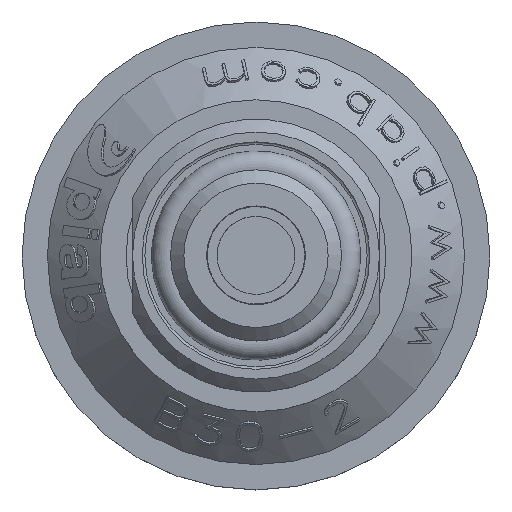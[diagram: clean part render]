
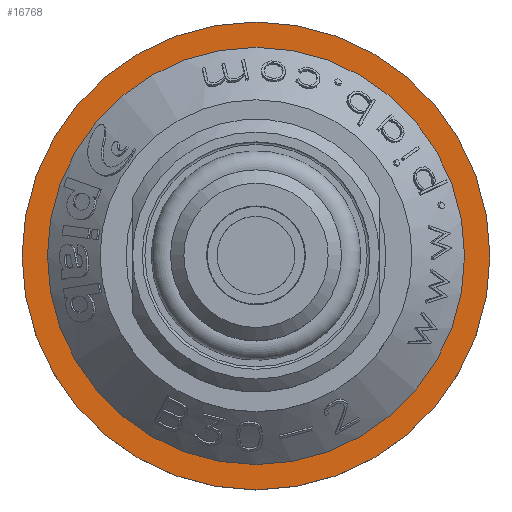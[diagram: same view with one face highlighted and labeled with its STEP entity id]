
A CAD part, top view. The second image highlights one B-rep face of the part: STEP entity #16768.
In plain terms, the highlighted planar face has unit normal (0, 0, 1).
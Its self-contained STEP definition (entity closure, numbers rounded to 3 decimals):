
#2509=PLANE('',#17619);
#3567=ORIENTED_EDGE('',*,*,#6989,.T.);
#3568=ORIENTED_EDGE('',*,*,#6988,.F.);
#6988=EDGE_CURVE('',#8732,#8732,#9886,.T.);
#6989=EDGE_CURVE('',#8733,#8733,#9887,.T.);
#8732=VERTEX_POINT('',#21305);
#8733=VERTEX_POINT('',#21308);
#9886=CIRCLE('',#17618,18.);
#9887=CIRCLE('',#17620,16.048);
#10078=EDGE_LOOP('',(#3567));
#10079=EDGE_LOOP('',(#3568));
#10876=FACE_BOUND('',#10078,.T.);
#10877=FACE_BOUND('',#10079,.T.);
#16768=ADVANCED_FACE('',(#10876,#10877),#2509,.T.);
#17618=AXIS2_PLACEMENT_3D('',#21304,#18744,#18745);
#17619=AXIS2_PLACEMENT_3D('',#21306,#18746,#18747);
#17620=AXIS2_PLACEMENT_3D('',#21307,#18748,#18749);
#18744=DIRECTION('',(0.,0.,-1.));
#18745=DIRECTION('',(-1.,0.,0.));
#18746=DIRECTION('',(0.,0.,1.));
#18747=DIRECTION('',(1.,0.,0.));
#18748=DIRECTION('',(0.,0.,-1.));
#18749=DIRECTION('',(-1.,0.,0.));
#21304=CARTESIAN_POINT('',(0.,0.,-12.));
#21305=CARTESIAN_POINT('',(-18.,0.,-12.));
#21306=CARTESIAN_POINT('',(-18.,0.,-12.));
#21307=CARTESIAN_POINT('',(0.,0.,-12.));
#21308=CARTESIAN_POINT('',(-16.048,0.,-12.));
